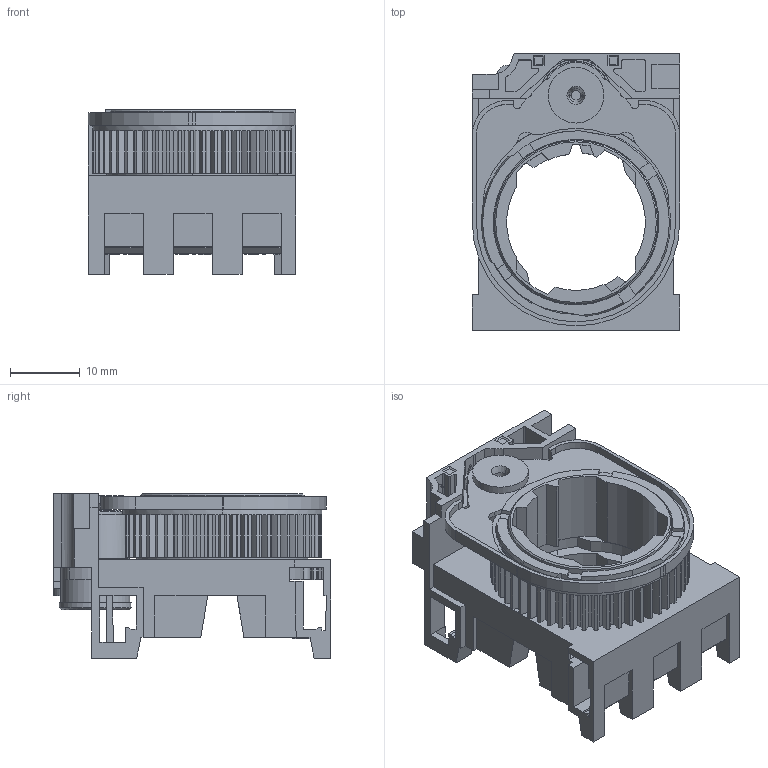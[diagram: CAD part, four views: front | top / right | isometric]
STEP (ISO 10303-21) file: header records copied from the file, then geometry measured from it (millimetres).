
FILE_DESCRIPTION(('STEP AP214'),'1');
FILE_NAME('cctmp_0C83D7DA-AE52-4147-83BB-6C437CB12523_2025_10_07_09_27_45_0236..stp','2025-10-07T07:27:46',('SIEMENS A&D'),('CADClick - www.CADClick.com'),'Spatial InterOp 3D postprocessed',' ','unknown authorization');
FILE_SCHEMA(('AUTOMOTIVE_DESIGN'));
Length unit declared in the file: millimetre
Products named in the file (1): 3SU1500-0AA10-0AA0
Bounding box: 29.8 x 39.83 x 23.65 mm (x, y, z)
Volume: 8524.3 mm3; surface area: 11880.1 mm2
Topology: 1 solids, 1 shells, 1371 faces, 3907 edges, 2552 vertices
Faces by surface type: plane 962, cylinder 373, cone 36
Entity records: 49015 total; most frequent: CARTESIAN_POINT 8112, ORIENTED_EDGE 7810, DIRECTION 7777, EDGE_CURVE 3905, LINE 2711, VECTOR 2711, VERTEX_POINT 2552, AXIS2_PLACEMENT_3D 2533
